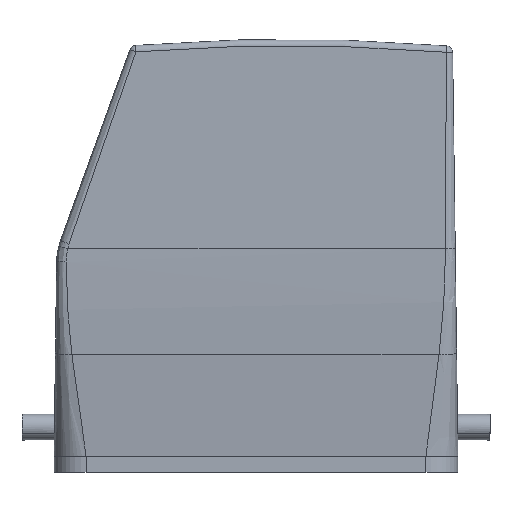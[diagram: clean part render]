
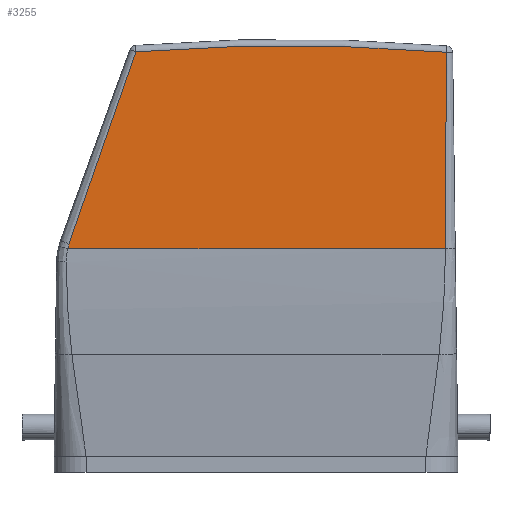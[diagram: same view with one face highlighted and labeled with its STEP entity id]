
A CAD part, left-side view. The second image highlights one B-rep face of the part: STEP entity #3255.
In plain terms, the highlighted planar face has unit normal (-1, 0, 0).
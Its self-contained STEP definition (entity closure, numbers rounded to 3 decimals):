
#3215=AXIS2_PLACEMENT_3D('Plane Axis2P3D',#3212,#3213,#3214) ;
#3245=AXIS2_PLACEMENT_3D('Circle Axis2P3D',#3243,#3244,$) ;
#2239=CARTESIAN_POINT('Vertex',(0.,6.923,34.864)) ;
#2265=CARTESIAN_POINT('Line Origine',(0.,35.892,34.864)) ;
#2269=CARTESIAN_POINT('Vertex',(0.,65.876,34.864)) ;
#2826=CARTESIAN_POINT('Vertex',(0.,6.831,65.481)) ;
#2830=CARTESIAN_POINT('Control Point',(0.,6.831,65.481)) ;
#2831=CARTESIAN_POINT('Control Point',(0.,6.823,64.301)) ;
#2832=CARTESIAN_POINT('Control Point',(0.,6.817,63.13)) ;
#2833=CARTESIAN_POINT('Control Point',(0.,6.812,61.959)) ;
#2834=CARTESIAN_POINT('Control Point',(0.,6.802,59.281)) ;
#2835=CARTESIAN_POINT('Control Point',(0.,6.799,56.603)) ;
#2836=CARTESIAN_POINT('Control Point',(0.,6.799,55.121)) ;
#2837=CARTESIAN_POINT('Control Point',(0.,6.802,52.159)) ;
#2838=CARTESIAN_POINT('Control Point',(0.,6.811,49.196)) ;
#2839=CARTESIAN_POINT('Control Point',(0.,6.817,47.715)) ;
#2840=CARTESIAN_POINT('Control Point',(0.,6.83,45.062)) ;
#2841=CARTESIAN_POINT('Control Point',(0.,6.847,42.408)) ;
#2842=CARTESIAN_POINT('Control Point',(0.,6.855,41.236)) ;
#2843=CARTESIAN_POINT('Control Point',(0.,6.869,39.478)) ;
#2844=CARTESIAN_POINT('Control Point',(0.,6.887,37.72)) ;
#2845=CARTESIAN_POINT('Control Point',(0.,6.894,37.134)) ;
#2846=CARTESIAN_POINT('Control Point',(0.,6.903,36.331)) ;
#2847=CARTESIAN_POINT('Control Point',(0.,6.914,35.528)) ;
#2848=CARTESIAN_POINT('Control Point',(0.,6.917,35.308)) ;
#2849=CARTESIAN_POINT('Control Point',(0.,6.92,35.087)) ;
#2850=CARTESIAN_POINT('Control Point',(0.,6.923,34.864)) ;
#3212=CARTESIAN_POINT('Axis2P3D Location',(0.,-2.724,-25.557)) ;
#3218=CARTESIAN_POINT('Control Point',(0.,55.208,65.559)) ;
#3219=CARTESIAN_POINT('Control Point',(0.,55.634,64.368)) ;
#3220=CARTESIAN_POINT('Control Point',(0.,56.058,63.18)) ;
#3221=CARTESIAN_POINT('Control Point',(0.,56.471,62.021)) ;
#3222=CARTESIAN_POINT('Control Point',(0.,58.573,56.106)) ;
#3223=CARTESIAN_POINT('Control Point',(0.,60.647,50.182)) ;
#3224=CARTESIAN_POINT('Control Point',(0.,62.284,45.45)) ;
#3225=CARTESIAN_POINT('Control Point',(0.,63.948,40.644)) ;
#3226=CARTESIAN_POINT('Control Point',(0.,65.587,35.828)) ;
#3227=CARTESIAN_POINT('Control Point',(0.,65.613,35.753)) ;
#3228=CARTESIAN_POINT('Control Point',(0.,65.639,35.678)) ;
#3229=CARTESIAN_POINT('Control Point',(0.,65.664,35.603)) ;
#3230=CARTESIAN_POINT('Vertex',(0.,65.664,35.603)) ;
#3232=CARTESIAN_POINT('Vertex',(0.,55.208,65.559)) ;
#3236=CARTESIAN_POINT('Control Point',(0.,65.664,35.603)) ;
#3237=CARTESIAN_POINT('Control Point',(0.,65.713,35.457)) ;
#3238=CARTESIAN_POINT('Control Point',(0.,65.759,35.31)) ;
#3239=CARTESIAN_POINT('Control Point',(0.,65.801,35.162)) ;
#3240=CARTESIAN_POINT('Control Point',(0.,65.84,35.014)) ;
#3241=CARTESIAN_POINT('Control Point',(0.,65.876,34.864)) ;
#3243=CARTESIAN_POINT('Axis2P3D Location',(0.,31.5,-232.5)) ;
#2266=DIRECTION('Vector Direction',(0.,-1.,0.)) ;
#3213=DIRECTION('Axis2P3D Direction',(-1.,0.,0.)) ;
#3214=DIRECTION('Axis2P3D XDirection',(0.,-0.17,0.985)) ;
#3244=DIRECTION('Axis2P3D Direction',(-1.,0.,0.)) ;
#2267=VECTOR('Line Direction',#2266,1.) ;
#3249=ORIENTED_EDGE('',*,*,#3234,.F.) ;
#3250=ORIENTED_EDGE('',*,*,#3242,.F.) ;
#3251=ORIENTED_EDGE('',*,*,#2271,.T.) ;
#3252=ORIENTED_EDGE('',*,*,#2851,.T.) ;
#3253=ORIENTED_EDGE('',*,*,#3247,.T.) ;
#3255=ADVANCED_FACE('Hood',(#3254),#3216,.T.) ;
#2829=B_SPLINE_CURVE_WITH_KNOTS('',5,(#2830,#2831,#2832,#2833,#2834,#2835,#2836,#2837,#2838,#2839,#2840,#2841,#2842,#2843,#2844,#2845,#2846,#2847,#2848,#2849,#2850),.UNSPECIFIED.,.F.,.U.,(6,3,3,3,3,3,6),(23.733,29.705,37.097,44.488,50.338,53.262,54.347),.UNSPECIFIED.) ;
#3217=B_SPLINE_CURVE_WITH_KNOTS('',5,(#3218,#3219,#3220,#3221,#3222,#3223,#3224,#3225,#3226,#3227,#3228,#3229),.UNSPECIFIED.,.F.,.U.,(6,3,3,6),(0.,8.984,44.352,44.914),.UNSPECIFIED.) ;
#3235=B_SPLINE_CURVE_WITH_KNOTS('',5,(#3236,#3237,#3238,#3239,#3240,#3241),.UNSPECIFIED.,.F.,.U.,(6,6),(0.,1.086),.UNSPECIFIED.) ;
#3246=CIRCLE('generated circle',#3245,299.) ;
#2271=EDGE_CURVE('',#2270,#2240,#2268,.T.) ;
#2851=EDGE_CURVE('',#2240,#2827,#2829,.F.) ;
#3234=EDGE_CURVE('',#3231,#3233,#3217,.F.) ;
#3242=EDGE_CURVE('',#2270,#3231,#3235,.F.) ;
#3247=EDGE_CURVE('',#2827,#3233,#3246,.T.) ;
#3248=EDGE_LOOP('',(#3249,#3250,#3251,#3252,#3253)) ;
#3254=FACE_OUTER_BOUND('',#3248,.T.) ;
#2268=LINE('Line',#2265,#2267) ;
#3216=PLANE('',#3215) ;
#2240=VERTEX_POINT('',#2239) ;
#2270=VERTEX_POINT('',#2269) ;
#2827=VERTEX_POINT('',#2826) ;
#3231=VERTEX_POINT('',#3230) ;
#3233=VERTEX_POINT('',#3232) ;
